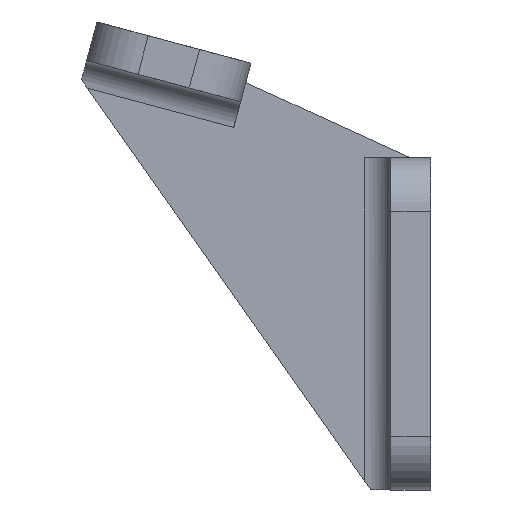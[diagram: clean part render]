
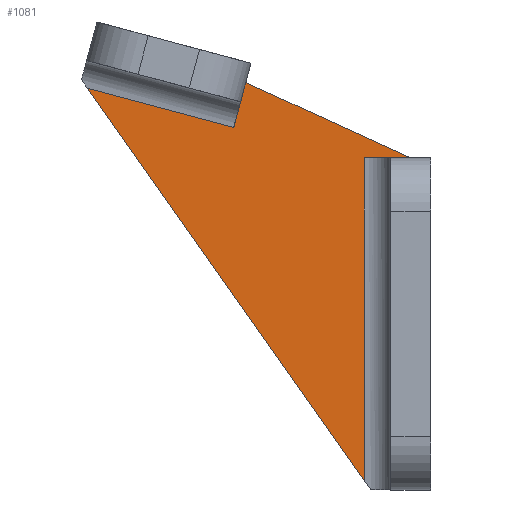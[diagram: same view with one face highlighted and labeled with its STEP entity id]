
A CAD part, left-side view. The second image highlights one B-rep face of the part: STEP entity #1081.
In plain terms, the highlighted planar face has unit normal (-1, 0, 0).
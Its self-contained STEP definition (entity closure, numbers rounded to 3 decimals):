
#19 = CARTESIAN_POINT ( 'NONE',  ( -21., 13.911, 2.175 ) ) ;
#52 = CARTESIAN_POINT ( 'NONE',  ( -21., -6.713, -7.255 ) ) ;
#53 = VERTEX_POINT ( 'NONE', #218 ) ;
#81 = CARTESIAN_POINT ( 'NONE',  ( -21., 4.002, -29.206 ) ) ;
#100 = VERTEX_POINT ( 'NONE', #1762 ) ;
#107 = VERTEX_POINT ( 'NONE', #1781 ) ;
#118 = VECTOR ( 'NONE', #643, 1000. ) ;
#132 = CARTESIAN_POINT ( 'NONE',  ( -21., 20.849, -23.717 ) ) ;
#176 = VECTOR ( 'NONE', #1019, 1000. ) ;
#178 = DIRECTION ( 'NONE',  ( 0., 0.966, 0.259 ) ) ;
#211 = EDGE_CURVE ( 'NONE', #107, #100, #426, .T. ) ;
#218 = CARTESIAN_POINT ( 'NONE',  ( -21., 5., -3.5 ) ) ;
#254 = ORIENTED_EDGE ( 'NONE', *, *, #517, .T. ) ;
#255 = LINE ( 'NONE', #1112, #1456 ) ;
#259 = ORIENTED_EDGE ( 'NONE', *, *, #1551, .T. ) ;
#265 = VECTOR ( 'NONE', #1522, 1000. ) ;
#313 = ORIENTED_EDGE ( 'NONE', *, *, #467, .T. ) ;
#397 = EDGE_CURVE ( 'NONE', #494, #53, #625, .T. ) ;
#426 = LINE ( 'NONE', #616, #1637 ) ;
#451 = ORIENTED_EDGE ( 'NONE', *, *, #211, .T. ) ;
#467 = EDGE_CURVE ( 'NONE', #1056, #107, #1796, .T. ) ;
#494 = VERTEX_POINT ( 'NONE', #1534 ) ;
#515 = CARTESIAN_POINT ( 'NONE',  ( -21., 5., -3.5 ) ) ;
#517 = EDGE_CURVE ( 'NONE', #53, #720, #255, .T. ) ;
#582 = DIRECTION ( 'NONE',  ( 0., 0., 1. ) ) ;
#616 = CARTESIAN_POINT ( 'NONE',  ( -21., 26.408, 1.9 ) ) ;
#625 = LINE ( 'NONE', #515, #118 ) ;
#643 = DIRECTION ( 'NONE',  ( 0., 0., 1. ) ) ;
#720 = VERTEX_POINT ( 'NONE', #1632 ) ;
#757 = DIRECTION ( 'NONE',  ( 0., -0.576, -0.817 ) ) ;
#759 = ORIENTED_EDGE ( 'NONE', *, *, #397, .T. ) ;
#828 = DIRECTION ( 'NONE',  ( 0., -1., 0. ) ) ;
#1016 = LINE ( 'NONE', #81, #1497 ) ;
#1019 = DIRECTION ( 'NONE',  ( 0., 0.909, 0.416 ) ) ;
#1056 = VERTEX_POINT ( 'NONE', #19 ) ;
#1081 = ADVANCED_FACE ( 'NONE', ( #1677 ), #1406, .T. ) ;
#1112 = CARTESIAN_POINT ( 'NONE',  ( -21., 3., -3.5 ) ) ;
#1238 = EDGE_CURVE ( 'NONE', #720, #1056, #1725, .T. ) ;
#1287 = DIRECTION ( 'NONE',  ( -1., 0., 0. ) ) ;
#1406 = PLANE ( 'NONE',  #1784 ) ;
#1421 = CARTESIAN_POINT ( 'NONE',  ( -21., 0., 0. ) ) ;
#1456 = VECTOR ( 'NONE', #828, 1000. ) ;
#1497 = VECTOR ( 'NONE', #757, 1000. ) ;
#1522 = DIRECTION ( 'NONE',  ( 0., 0.259, -0.966 ) ) ;
#1534 = CARTESIAN_POINT ( 'NONE',  ( -21., 5., -27.791 ) ) ;
#1551 = EDGE_CURVE ( 'NONE', #100, #494, #1016, .T. ) ;
#1632 = CARTESIAN_POINT ( 'NONE',  ( -21., 1.5, -3.5 ) ) ;
#1637 = VECTOR ( 'NONE', #178, 1000. ) ;
#1677 = FACE_OUTER_BOUND ( 'NONE', #1801, .T. ) ;
#1688 = ORIENTED_EDGE ( 'NONE', *, *, #1238, .T. ) ;
#1725 = LINE ( 'NONE', #52, #176 ) ;
#1762 = CARTESIAN_POINT ( 'NONE',  ( -21., 25.829, 1.744 ) ) ;
#1781 = CARTESIAN_POINT ( 'NONE',  ( -21., 14.817, -1.206 ) ) ;
#1784 = AXIS2_PLACEMENT_3D ( 'NONE', #1421, #1287, #582 ) ;
#1796 = LINE ( 'NONE', #132, #265 ) ;
#1801 = EDGE_LOOP ( 'NONE', ( #259, #759, #254, #1688, #313, #451 ) ) ;
